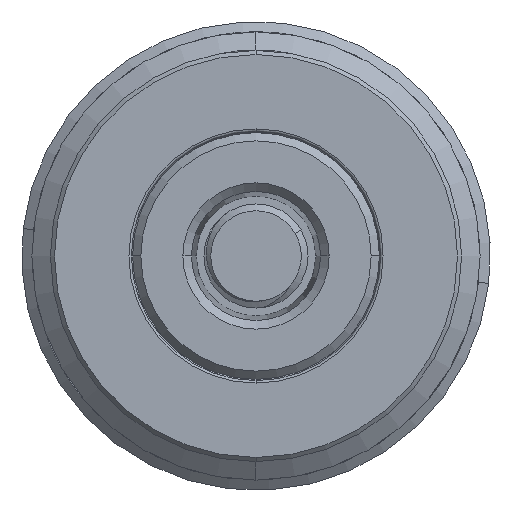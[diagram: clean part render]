
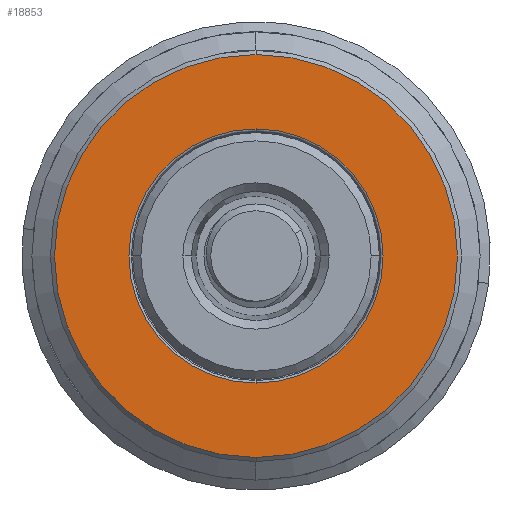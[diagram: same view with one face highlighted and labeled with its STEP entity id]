
A CAD part, front view. The second image highlights one B-rep face of the part: STEP entity #18853.
In plain terms, the highlighted planar face has unit normal (0, -1, 0).
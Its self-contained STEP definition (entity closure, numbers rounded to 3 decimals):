
#1021 = DIRECTION ( 'NONE',  ( 0., 1., 0. ) ) ;
#1700 = DIRECTION ( 'NONE',  ( 0., 0., -1. ) ) ;
#1713 = CARTESIAN_POINT ( 'NONE',  ( 0., 0., -24.5 ) ) ;
#2093 = CARTESIAN_POINT ( 'NONE',  ( 15.15, 0., 0. ) ) ;
#2500 = VERTEX_POINT ( 'NONE', #14039 ) ;
#2633 = DIRECTION ( 'NONE',  ( 0., 0., -1. ) ) ;
#3042 = AXIS2_PLACEMENT_3D ( 'NONE', #2093, #7944, #12347 ) ;
#3171 = AXIS2_PLACEMENT_3D ( 'NONE', #11414, #1021, #2633 ) ;
#3605 = VERTEX_POINT ( 'NONE', #9841 ) ;
#3638 = EDGE_CURVE ( 'NONE', #3605, #2500, #6279, .T. ) ;
#3967 = ORIENTED_EDGE ( 'NONE', *, *, #7726, .T. ) ;
#4111 = EDGE_CURVE ( 'NONE', #15516, #10006, #6986, .T. ) ;
#4707 = CARTESIAN_POINT ( 'NONE',  ( 0., 0., 0. ) ) ;
#4733 = CARTESIAN_POINT ( 'NONE',  ( 0., 0., 0. ) ) ;
#6178 = DIRECTION ( 'NONE',  ( 0., -1., 0. ) ) ;
#6279 = CIRCLE ( 'NONE', #3171, 15.45 ) ;
#6986 = CIRCLE ( 'NONE', #15157, 24.5 ) ;
#7469 = DIRECTION ( 'NONE',  ( 0., 0., -1. ) ) ;
#7726 = EDGE_CURVE ( 'NONE', #2500, #3605, #8239, .T. ) ;
#7944 = DIRECTION ( 'NONE',  ( 0., -1., 0. ) ) ;
#8239 = CIRCLE ( 'NONE', #17801, 15.45 ) ;
#8748 = ORIENTED_EDGE ( 'NONE', *, *, #4111, .T. ) ;
#9242 = PLANE ( 'NONE',  #3042 ) ;
#9841 = CARTESIAN_POINT ( 'NONE',  ( 0., 0., -15.45 ) ) ;
#10006 = VERTEX_POINT ( 'NONE', #15784 ) ;
#10505 = EDGE_LOOP ( 'NONE', ( #17478, #8748 ) ) ;
#11414 = CARTESIAN_POINT ( 'NONE',  ( 0., 0., 0. ) ) ;
#11901 = EDGE_CURVE ( 'NONE', #10006, #15516, #18522, .T. ) ;
#11947 = CARTESIAN_POINT ( 'NONE',  ( 0., 0., 0. ) ) ;
#12347 = DIRECTION ( 'NONE',  ( 0., 0., -1. ) ) ;
#13464 = DIRECTION ( 'NONE',  ( 0., 1., 0. ) ) ;
#14039 = CARTESIAN_POINT ( 'NONE',  ( 0., 0., 15.45 ) ) ;
#15157 = AXIS2_PLACEMENT_3D ( 'NONE', #4733, #16366, #7469 ) ;
#15516 = VERTEX_POINT ( 'NONE', #1713 ) ;
#15701 = ORIENTED_EDGE ( 'NONE', *, *, #3638, .T. ) ;
#15784 = CARTESIAN_POINT ( 'NONE',  ( 0., 0., 24.5 ) ) ;
#16366 = DIRECTION ( 'NONE',  ( 0., -1., 0. ) ) ;
#16481 = FACE_OUTER_BOUND ( 'NONE', #10505, .T. ) ;
#16675 = DIRECTION ( 'NONE',  ( 0., 0., -1. ) ) ;
#16697 = FACE_BOUND ( 'NONE', #18935, .T. ) ;
#17478 = ORIENTED_EDGE ( 'NONE', *, *, #11901, .T. ) ;
#17801 = AXIS2_PLACEMENT_3D ( 'NONE', #11947, #13464, #1700 ) ;
#18478 = AXIS2_PLACEMENT_3D ( 'NONE', #4707, #6178, #16675 ) ;
#18522 = CIRCLE ( 'NONE', #18478, 24.5 ) ;
#18853 = ADVANCED_FACE ( 'NONE', ( #16697, #16481 ), #9242, .T. ) ;
#18935 = EDGE_LOOP ( 'NONE', ( #15701, #3967 ) ) ;
